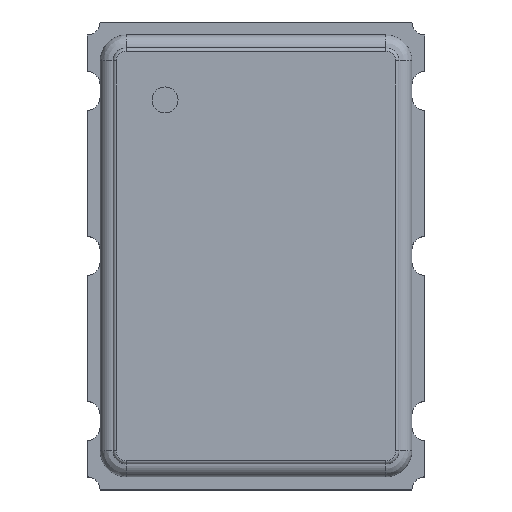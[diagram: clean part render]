
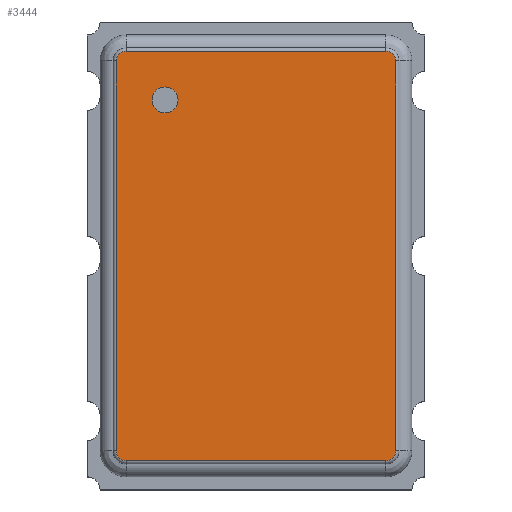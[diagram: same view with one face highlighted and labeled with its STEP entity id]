
A CAD part, top view. The second image highlights one B-rep face of the part: STEP entity #3444.
In plain terms, the highlighted planar face has unit normal (0, 0, 1).
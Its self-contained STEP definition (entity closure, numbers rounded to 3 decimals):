
#20=FACE_BOUND('',#547,.T.);
#119=CIRCLE('',#3701,0.2);
#123=CIRCLE('',#3708,0.15);
#127=CIRCLE('',#3713,0.15);
#131=CIRCLE('',#3720,0.15);
#135=CIRCLE('',#3725,0.15);
#352=FACE_OUTER_BOUND('',#546,.T.);
#546=EDGE_LOOP('',(#2936,#2937,#2938,#2939,#2940,#2941,#2942,#2943));
#547=EDGE_LOOP('',(#2944));
#881=LINE('',#5540,#1265);
#883=LINE('',#5560,#1267);
#886=LINE('',#5567,#1270);
#888=LINE('',#5582,#1272);
#1265=VECTOR('',#4488,6.);
#1267=VECTOR('',#4512,4.);
#1270=VECTOR('',#4519,4.);
#1272=VECTOR('',#4539,6.);
#1598=VERTEX_POINT('',#5532);
#1600=VERTEX_POINT('',#5537);
#1601=VERTEX_POINT('',#5539);
#1604=VERTEX_POINT('',#5546);
#1605=VERTEX_POINT('',#5551);
#1608=VERTEX_POINT('',#5558);
#1609=VERTEX_POINT('',#5563);
#1612=VERTEX_POINT('',#5570);
#1613=VERTEX_POINT('',#5575);
#2042=EDGE_CURVE('',#1598,#1598,#119,.T.);
#2044=EDGE_CURVE('',#1600,#1601,#881,.T.);
#2048=EDGE_CURVE('',#1604,#1600,#123,.T.);
#2052=EDGE_CURVE('',#1601,#1605,#127,.T.);
#2054=EDGE_CURVE('',#1608,#1604,#883,.T.);
#2058=EDGE_CURVE('',#1605,#1609,#886,.T.);
#2060=EDGE_CURVE('',#1612,#1608,#131,.T.);
#2064=EDGE_CURVE('',#1609,#1613,#135,.T.);
#2066=EDGE_CURVE('',#1613,#1612,#888,.T.);
#2936=ORIENTED_EDGE('',*,*,#2044,.F.);
#2937=ORIENTED_EDGE('',*,*,#2048,.F.);
#2938=ORIENTED_EDGE('',*,*,#2054,.F.);
#2939=ORIENTED_EDGE('',*,*,#2060,.F.);
#2940=ORIENTED_EDGE('',*,*,#2066,.F.);
#2941=ORIENTED_EDGE('',*,*,#2064,.F.);
#2942=ORIENTED_EDGE('',*,*,#2058,.F.);
#2943=ORIENTED_EDGE('',*,*,#2052,.F.);
#2944=ORIENTED_EDGE('',*,*,#2042,.T.);
#3262=PLANE('',#3733);
#3444=ADVANCED_FACE('',(#352,#20),#3262,.T.);
#3701=AXIS2_PLACEMENT_3D('',#5533,#4480,#4481);
#3708=AXIS2_PLACEMENT_3D('',#5548,#4496,#4497);
#3713=AXIS2_PLACEMENT_3D('',#5555,#4506,#4507);
#3720=AXIS2_PLACEMENT_3D('',#5572,#4524,#4525);
#3725=AXIS2_PLACEMENT_3D('',#5579,#4534,#4535);
#3733=AXIS2_PLACEMENT_3D('',#5601,#4559,#4560);
#4480=DIRECTION('center_axis',(0.,0.,
-1.));
#4481=DIRECTION('ref_axis',(1.,0.,0.));
#4488=DIRECTION('',(0.,1.,0.));
#4496=DIRECTION('center_axis',(0.,0.,
-1.));
#4497=DIRECTION('ref_axis',(-0.707,-0.707,0.));
#4506=DIRECTION('center_axis',(0.,0.,
-1.));
#4507=DIRECTION('ref_axis',(-0.707,0.707,0.));
#4512=DIRECTION('',(-1.,0.,0.));
#4519=DIRECTION('',(1.,0.,0.));
#4524=DIRECTION('center_axis',(0.,0.,
-1.));
#4525=DIRECTION('ref_axis',(0.707,-0.707,0.));
#4534=DIRECTION('center_axis',(0.,0.,
-1.));
#4535=DIRECTION('ref_axis',(0.707,0.707,0.));
#4539=DIRECTION('',(0.,-1.,0.));
#4559=DIRECTION('center_axis',(0.,0.,
1.));
#4560=DIRECTION('ref_axis',(1.,0.,0.));
#5532=CARTESIAN_POINT('',(-1.2,2.4,1.45));
#5533=CARTESIAN_POINT('Origin',(-1.4,2.4,1.45));
#5537=CARTESIAN_POINT('',(-2.15,-3.,1.45));
#5539=CARTESIAN_POINT('',(-2.15,3.,1.45));
#5540=CARTESIAN_POINT('',(-2.15,-1.5,1.45));
#5546=CARTESIAN_POINT('',(-2.,-3.15,1.45));
#5548=CARTESIAN_POINT('Origin',(-2.,-3.,1.45));
#5551=CARTESIAN_POINT('',(-2.,3.15,1.45));
#5555=CARTESIAN_POINT('Origin',(-2.,3.,1.45));
#5558=CARTESIAN_POINT('',(2.,-3.15,1.45));
#5560=CARTESIAN_POINT('',(1.,-3.15,1.45));
#5563=CARTESIAN_POINT('',(2.,3.15,1.45));
#5567=CARTESIAN_POINT('',(-1.,3.15,1.45));
#5570=CARTESIAN_POINT('',(2.15,-3.,1.45));
#5572=CARTESIAN_POINT('Origin',(2.,-3.,1.45));
#5575=CARTESIAN_POINT('',(2.15,3.,1.45));
#5579=CARTESIAN_POINT('Origin',(2.,3.,1.45));
#5582=CARTESIAN_POINT('',(2.15,1.5,1.45));
#5601=CARTESIAN_POINT('Origin',(0.,0.,1.45));
